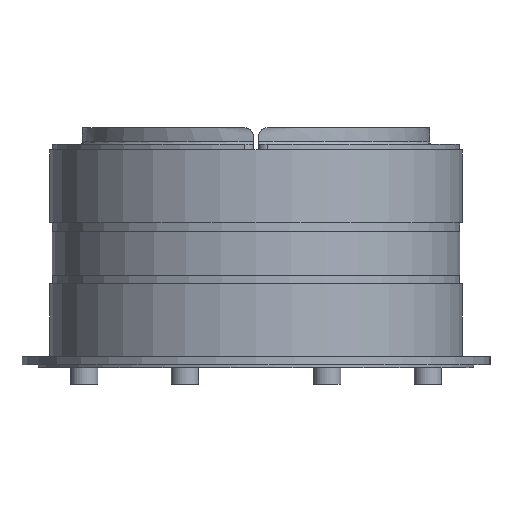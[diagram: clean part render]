
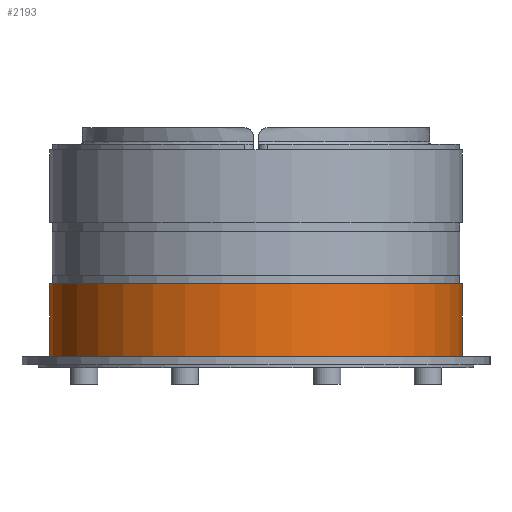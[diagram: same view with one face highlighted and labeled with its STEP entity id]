
A CAD part, front view. The second image highlights one B-rep face of the part: STEP entity #2193.
In plain terms, the highlighted cylindrical face has radius 74.9 mm (diameter 149.8 mm), a partial arc.
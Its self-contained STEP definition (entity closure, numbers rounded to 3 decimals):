
#2152=CARTESIAN_POINT('',(0.0,-37.45,-15.5));
#2153=DIRECTION('',(0.0,0.0,1.0));
#2154=DIRECTION('',(1.0,0.0,0.0));
#2155=AXIS2_PLACEMENT_3D('',#2152,#2153,#2154);
#2156=CYLINDRICAL_SURFACE('',#2155,74.9);
#2157=CARTESIAN_POINT('',(-74.9,-37.45,11.0));
#2158=VERTEX_POINT('',#2157);
#2159=CARTESIAN_POINT('',(74.9,-37.45,11.0));
#2160=VERTEX_POINT('',#2159);
#2161=CARTESIAN_POINT('',(0.0,-37.45,11.0));
#2162=DIRECTION('',(0.0,0.0,-1.0));
#2163=DIRECTION('',(1.0,0.0,0.0));
#2164=AXIS2_PLACEMENT_3D('',#2161,#2162,#2163);
#2165=CIRCLE('',#2164,74.9);
#2166=EDGE_CURVE('',#2158,#2160,#2165,.T.);
#2167=ORIENTED_EDGE('',*,*,#2166,.T.);
#2168=CARTESIAN_POINT('',(74.9,-37.45,-15.5));
#2169=VERTEX_POINT('',#2168);
#2170=CARTESIAN_POINT('',(74.9,-37.45,-15.5));
#2171=DIRECTION('',(0.0,0.0,1.0));
#2172=VECTOR('',#2171,26.5);
#2173=LINE('',#2170,#2172);
#2174=EDGE_CURVE('',#2169,#2160,#2173,.T.);
#2175=ORIENTED_EDGE('',*,*,#2174,.F.);
#2176=CARTESIAN_POINT('',(-74.9,-37.45,-15.5));
#2177=VERTEX_POINT('',#2176);
#2178=CARTESIAN_POINT('',(0.0,-37.45,-15.5));
#2179=DIRECTION('',(0.0,0.0,1.0));
#2180=DIRECTION('',(1.0,0.0,0.0));
#2181=AXIS2_PLACEMENT_3D('',#2178,#2179,#2180);
#2182=CIRCLE('',#2181,74.9);
#2183=EDGE_CURVE('',#2169,#2177,#2182,.T.);
#2184=ORIENTED_EDGE('',*,*,#2183,.T.);
#2185=CARTESIAN_POINT('',(-74.9,-37.45,-15.5));
#2186=DIRECTION('',(0.0,0.0,1.0));
#2187=VECTOR('',#2186,26.5);
#2188=LINE('',#2185,#2187);
#2189=EDGE_CURVE('',#2177,#2158,#2188,.T.);
#2190=ORIENTED_EDGE('',*,*,#2189,.T.);
#2191=EDGE_LOOP('',(#2167,#2175,#2184,#2190));
#2192=FACE_OUTER_BOUND('',#2191,.T.);
#2193=ADVANCED_FACE('',(#2192),#2156,.T.);
